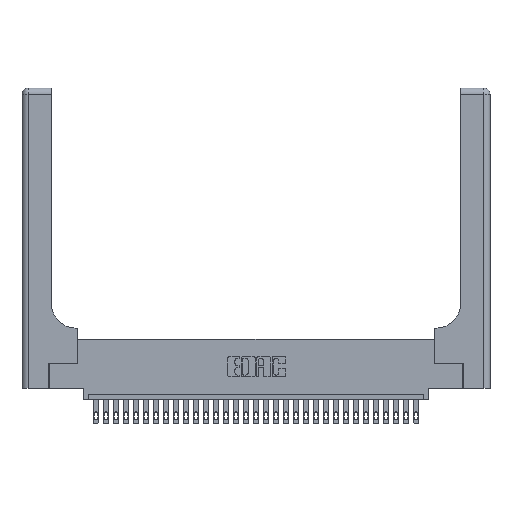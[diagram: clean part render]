
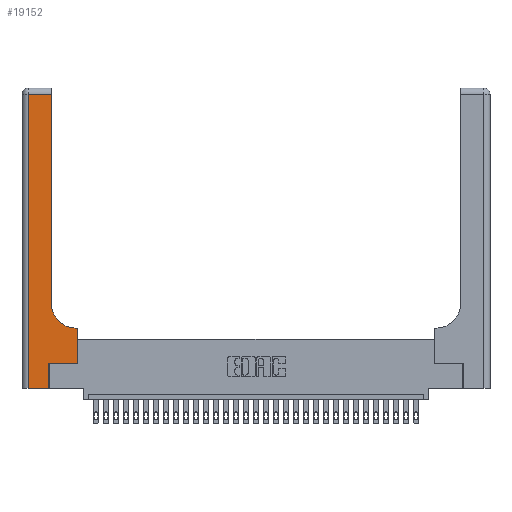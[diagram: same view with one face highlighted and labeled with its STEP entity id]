
A CAD part, top view. The second image highlights one B-rep face of the part: STEP entity #19152.
In plain terms, the highlighted planar face has unit normal (0, 0, 1).
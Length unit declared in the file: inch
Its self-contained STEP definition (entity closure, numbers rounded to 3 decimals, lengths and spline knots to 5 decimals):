
#40 = VERTEX_POINT ( 'NONE', #29463 ) ;
#202 = LINE ( 'NONE', #29466, #27398 ) ;
#944 = VECTOR ( 'NONE', #27782, 39.37008 ) ;
#1329 = CARTESIAN_POINT ( 'NONE',  ( 0.06, 2.94, 0.37 ) ) ;
#1502 = DIRECTION ( 'NONE',  ( -1., 0., 0. ) ) ;
#2696 = DIRECTION ( 'NONE',  ( 0., 1., 0. ) ) ;
#2967 = DIRECTION ( 'NONE',  ( 0., 1., 0. ) ) ;
#3976 = ORIENTED_EDGE ( 'NONE', *, *, #4999, .T. ) ;
#4999 = EDGE_CURVE ( 'NONE', #40, #21295, #8326, .T. ) ;
#5083 = VERTEX_POINT ( 'NONE', #20634 ) ;
#5542 = ORIENTED_EDGE ( 'NONE', *, *, #16691, .T. ) ;
#5799 = CARTESIAN_POINT ( 'NONE',  ( 0.269, 0.25, 0.37 ) ) ;
#5804 = ORIENTED_EDGE ( 'NONE', *, *, #12680, .T. ) ;
#8326 = CIRCLE ( 'NONE', #17518, 0.25 ) ;
#8705 = EDGE_CURVE ( 'NONE', #28379, #5083, #10101, .T. ) ;
#8708 = DIRECTION ( 'NONE',  ( 0., 1., 0. ) ) ;
#8881 = DIRECTION ( 'NONE',  ( 0., 0., -1. ) ) ;
#9313 = CARTESIAN_POINT ( 'NONE',  ( 0.269, 0.25, 0.37 ) ) ;
#10072 = CARTESIAN_POINT ( 'NONE',  ( 0.2915, 0.85, 0.37 ) ) ;
#10101 = LINE ( 'NONE', #5799, #24820 ) ;
#10240 = EDGE_CURVE ( 'NONE', #13215, #12980, #10445, .T. ) ;
#10300 = EDGE_CURVE ( 'NONE', #21295, #26950, #202, .T. ) ;
#10432 = ORIENTED_EDGE ( 'NONE', *, *, #8705, .T. ) ;
#10445 = LINE ( 'NONE', #24459, #944 ) ;
#10563 = ORIENTED_EDGE ( 'NONE', *, *, #10300, .T. ) ;
#11172 = CARTESIAN_POINT ( 'NONE',  ( 0.269, 0., 0.37 ) ) ;
#11183 = DIRECTION ( 'NONE',  ( -1., 0., 0. ) ) ;
#11194 = EDGE_CURVE ( 'NONE', #14875, #40, #25461, .T. ) ;
#11211 = CARTESIAN_POINT ( 'NONE',  ( 0., 3., 0.37 ) ) ;
#11294 = ORIENTED_EDGE ( 'NONE', *, *, #26912, .T. ) ;
#11319 = DIRECTION ( 'NONE',  ( -1., 0., 0. ) ) ;
#12227 = ORIENTED_EDGE ( 'NONE', *, *, #10240, .T. ) ;
#12680 = EDGE_CURVE ( 'NONE', #23399, #28379, #14303, .T. ) ;
#12980 = VERTEX_POINT ( 'NONE', #16622 ) ;
#13215 = VERTEX_POINT ( 'NONE', #1329 ) ;
#13456 = CARTESIAN_POINT ( 'NONE',  ( 0.2915, 0.6, 0.37 ) ) ;
#13928 = VECTOR ( 'NONE', #2696, 39.37008 ) ;
#14133 = DIRECTION ( 'NONE',  ( 1., 0., 0. ) ) ;
#14237 = EDGE_LOOP ( 'NONE', ( #10563, #11294, #12227, #22483, #5804, #10432, #5542, #18077, #3976 ) ) ;
#14303 = LINE ( 'NONE', #14761, #13928 ) ;
#14761 = CARTESIAN_POINT ( 'NONE',  ( 0.269, 0., 0.37 ) ) ;
#14875 = VERTEX_POINT ( 'NONE', #21134 ) ;
#15836 = CARTESIAN_POINT ( 'NONE',  ( 0.2915, 2.94, 0.37 ) ) ;
#16622 = CARTESIAN_POINT ( 'NONE',  ( 0.06, 0., 0.37 ) ) ;
#16691 = EDGE_CURVE ( 'NONE', #5083, #14875, #26542, .T. ) ;
#16972 = CARTESIAN_POINT ( 'NONE',  ( 0., 0., 0.37 ) ) ;
#17509 = VECTOR ( 'NONE', #11183, 39.37008 ) ;
#17518 = AXIS2_PLACEMENT_3D ( 'NONE', #23281, #18538, #20526 ) ;
#18077 = ORIENTED_EDGE ( 'NONE', *, *, #11194, .T. ) ;
#18538 = DIRECTION ( 'NONE',  ( 0., 0., -1. ) ) ;
#18606 = LINE ( 'NONE', #16972, #23504 ) ;
#18655 = LINE ( 'NONE', #23314, #17509 ) ;
#19048 = VECTOR ( 'NONE', #1502, 39.37008 ) ;
#19152 = ADVANCED_FACE ( 'NONE', ( #27809 ), #20802, .F. ) ;
#19727 = VECTOR ( 'NONE', #8708, 39.37008 ) ;
#20526 = DIRECTION ( 'NONE',  ( 1., 0., 0. ) ) ;
#20634 = CARTESIAN_POINT ( 'NONE',  ( 0.5585, 0.25, 0.37 ) ) ;
#20802 = PLANE ( 'NONE',  #22372 ) ;
#21134 = CARTESIAN_POINT ( 'NONE',  ( 0.5585, 0.6, 0.37 ) ) ;
#21295 = VERTEX_POINT ( 'NONE', #10072 ) ;
#22372 = AXIS2_PLACEMENT_3D ( 'NONE', #11211, #8881, #11319 ) ;
#22483 = ORIENTED_EDGE ( 'NONE', *, *, #28472, .T. ) ;
#23264 = CARTESIAN_POINT ( 'NONE',  ( 0.5585, 0.25, 0.37 ) ) ;
#23281 = CARTESIAN_POINT ( 'NONE',  ( 0.5415, 0.85, 0.37 ) ) ;
#23314 = CARTESIAN_POINT ( 'NONE',  ( 0., 2.94, 0.37 ) ) ;
#23399 = VERTEX_POINT ( 'NONE', #11172 ) ;
#23504 = VECTOR ( 'NONE', #23820, 39.37008 ) ;
#23820 = DIRECTION ( 'NONE',  ( 1., 0., 0. ) ) ;
#24459 = CARTESIAN_POINT ( 'NONE',  ( 0.06, 3., 0.37 ) ) ;
#24820 = VECTOR ( 'NONE', #14133, 39.37008 ) ;
#25461 = LINE ( 'NONE', #13456, #19048 ) ;
#26542 = LINE ( 'NONE', #23264, #19727 ) ;
#26912 = EDGE_CURVE ( 'NONE', #26950, #13215, #18655, .T. ) ;
#26950 = VERTEX_POINT ( 'NONE', #15836 ) ;
#27398 = VECTOR ( 'NONE', #2967, 39.37008 ) ;
#27782 = DIRECTION ( 'NONE',  ( 0., -1., 0. ) ) ;
#27809 = FACE_OUTER_BOUND ( 'NONE', #14237, .T. ) ;
#28379 = VERTEX_POINT ( 'NONE', #9313 ) ;
#28472 = EDGE_CURVE ( 'NONE', #12980, #23399, #18606, .T. ) ;
#29463 = CARTESIAN_POINT ( 'NONE',  ( 0.5415, 0.6, 0.37 ) ) ;
#29466 = CARTESIAN_POINT ( 'NONE',  ( 0.2915, 3., 0.37 ) ) ;
